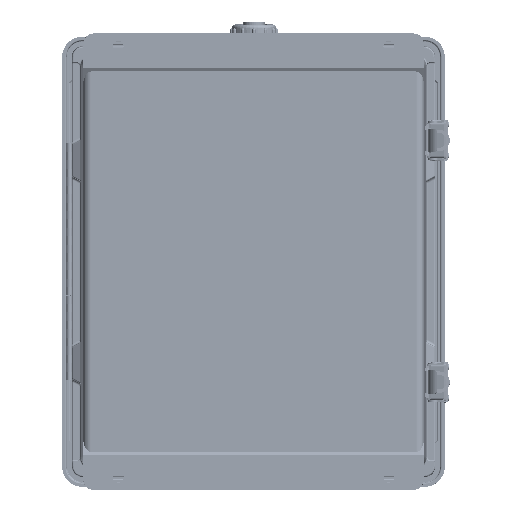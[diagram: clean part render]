
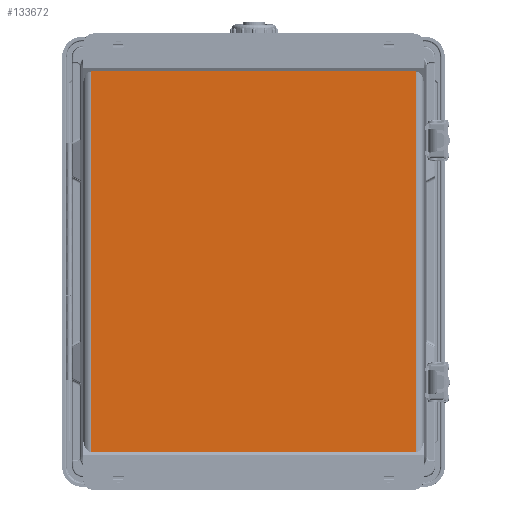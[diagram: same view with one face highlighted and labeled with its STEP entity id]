
A CAD part, front view. The second image highlights one B-rep face of the part: STEP entity #133672.
In plain terms, the highlighted planar face has unit normal (0, -1, 0).
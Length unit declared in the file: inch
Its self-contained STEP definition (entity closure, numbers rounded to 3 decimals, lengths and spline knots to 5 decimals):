
#3853 = VECTOR ( 'NONE', #137074, 39.37008 ) ;
#8267 = LINE ( 'NONE', #123489, #3853 ) ;
#16225 = ORIENTED_EDGE ( 'NONE', *, *, #83883, .F. ) ;
#17667 = VERTEX_POINT ( 'NONE', #100945 ) ;
#28094 = LINE ( 'NONE', #171062, #61127 ) ;
#43616 = AXIS2_PLACEMENT_3D ( 'NONE', #64814, #179396, #95045 ) ;
#50730 = DIRECTION ( 'NONE',  ( -1., 0., 0. ) ) ;
#53323 = VECTOR ( 'NONE', #50730, 39.37008 ) ;
#57344 = EDGE_LOOP ( 'NONE', ( #16225, #158023, #95375, #115593 ) ) ;
#61127 = VECTOR ( 'NONE', #100852, 39.37008 ) ;
#62955 = VERTEX_POINT ( 'NONE', #157685 ) ;
#64814 = CARTESIAN_POINT ( 'NONE',  ( 5.11811, 0.05906, -1.12591 ) ) ;
#65407 = CARTESIAN_POINT ( 'NONE',  ( -4.80523, 0.05906, -12.37803 ) ) ;
#73600 = DIRECTION ( 'NONE',  ( 0., 0., 1. ) ) ;
#77043 = EDGE_CURVE ( 'NONE', #62955, #119782, #128357, .T. ) ;
#83883 = EDGE_CURVE ( 'NONE', #119782, #171743, #152812, .T. ) ;
#86087 = EDGE_CURVE ( 'NONE', #17667, #171743, #8267, .T. ) ;
#87319 = EDGE_CURVE ( 'NONE', #62955, #17667, #28094, .T. ) ;
#95045 = DIRECTION ( 'NONE',  ( 0., 0., 1. ) ) ;
#95375 = ORIENTED_EDGE ( 'NONE', *, *, #87319, .T. ) ;
#100852 = DIRECTION ( 'NONE',  ( 0., 0., 1. ) ) ;
#100945 = CARTESIAN_POINT ( 'NONE',  ( 4.80523, 0.05906, -1.12591 ) ) ;
#115593 = ORIENTED_EDGE ( 'NONE', *, *, #86087, .T. ) ;
#119782 = VERTEX_POINT ( 'NONE', #65407 ) ;
#123489 = CARTESIAN_POINT ( 'NONE',  ( 5.11811, 0.05906, -1.12591 ) ) ;
#128357 = LINE ( 'NONE', #135251, #53323 ) ;
#130078 = CARTESIAN_POINT ( 'NONE',  ( -4.80523, 0.05906, -1.12591 ) ) ;
#133672 = ADVANCED_FACE ( 'NONE', ( #138503 ), #165269, .F. ) ;
#135251 = CARTESIAN_POINT ( 'NONE',  ( 5.11811, 0.05906, -12.37803 ) ) ;
#137074 = DIRECTION ( 'NONE',  ( -1., 0., 0. ) ) ;
#138503 = FACE_OUTER_BOUND ( 'NONE', #57344, .T. ) ;
#143908 = CARTESIAN_POINT ( 'NONE',  ( -4.80523, 0.05906, -1.12591 ) ) ;
#148425 = VECTOR ( 'NONE', #73600, 39.37008 ) ;
#152812 = LINE ( 'NONE', #143908, #148425 ) ;
#157685 = CARTESIAN_POINT ( 'NONE',  ( 4.80523, 0.05906, -12.37803 ) ) ;
#158023 = ORIENTED_EDGE ( 'NONE', *, *, #77043, .F. ) ;
#165269 = PLANE ( 'NONE',  #43616 ) ;
#171062 = CARTESIAN_POINT ( 'NONE',  ( 4.80523, 0.05906, -1.12591 ) ) ;
#171743 = VERTEX_POINT ( 'NONE', #130078 ) ;
#179396 = DIRECTION ( 'NONE',  ( 0., 1., 0. ) ) ;
